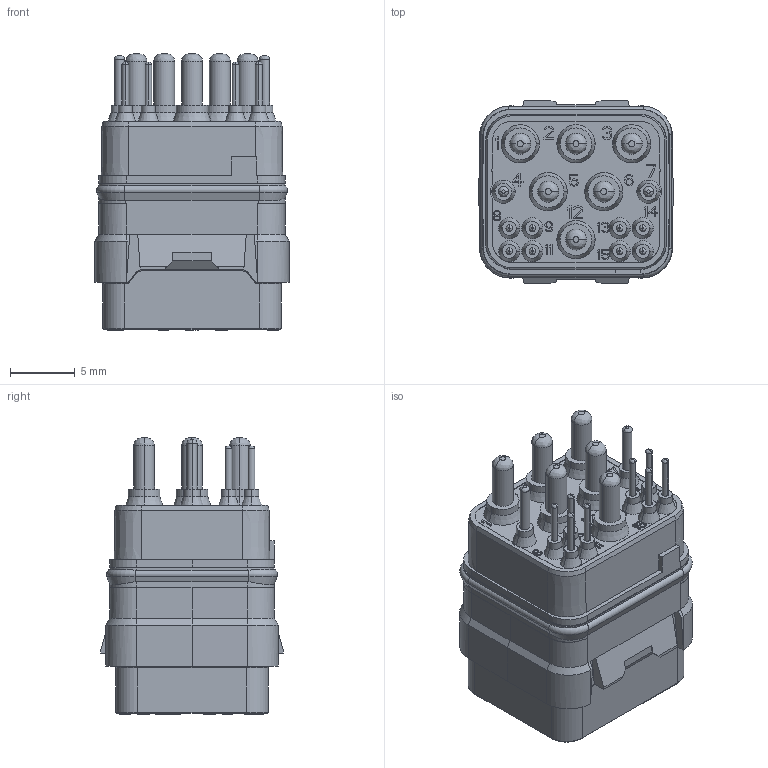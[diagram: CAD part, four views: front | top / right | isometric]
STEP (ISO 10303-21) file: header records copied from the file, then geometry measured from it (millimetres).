
FILE_DESCRIPTION((''),'2;1');
FILE_NAME('SIME1602PNC','2020-01-14T',('presta_be4'),(''),'CREO PARAMETRIC BY PTC INC, 2018360','CREO PARAMETRIC BY PTC INC, 2018360','');
FILE_SCHEMA(('CONFIG_CONTROL_DESIGN'));
Products named in the file (1): SIME1602PNC
Bounding box: 15 x 14.1 x 21.33 mm (x, y, z)
Volume: 1951 mm3; surface area: 5319.6 mm2
Topology: 1 solids, 1 shells, 3577 faces, 9021 edges, 5594 vertices
Faces by surface type: plane 1783, cylinder 844, torus 504, cone 358, bspline 72, sphere 16
Entity records: 116850 total; most frequent: CARTESIAN_POINT 29696, DIRECTION 18502, ORIENTED_EDGE 17978, EDGE_CURVE 8989, AXIS2_PLACEMENT_3D 6414, VECTOR 5674, LINE 5674, VERTEX_POINT 5594
